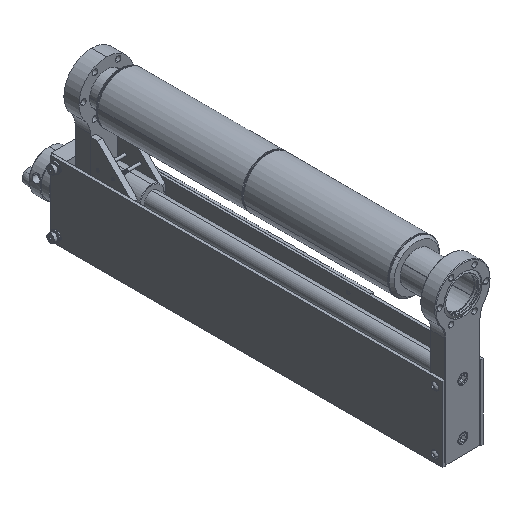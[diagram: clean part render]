
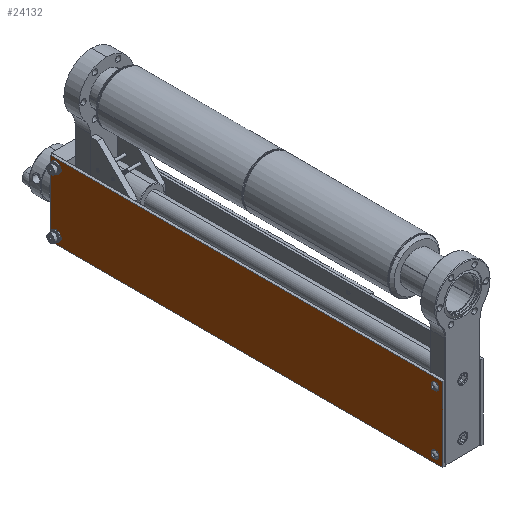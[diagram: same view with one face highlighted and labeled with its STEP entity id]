
A CAD part, isometric view. The second image highlights one B-rep face of the part: STEP entity #24132.
In plain terms, the highlighted planar face has unit normal (-1, 0, 0).
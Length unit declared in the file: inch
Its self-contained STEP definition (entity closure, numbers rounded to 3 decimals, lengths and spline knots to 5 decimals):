
#174 = CARTESIAN_POINT ( 'NONE',  ( -1., 0.375, -3.52343 ) ) ;
#231 = CARTESIAN_POINT ( 'NONE',  ( -1., 0.375, -3.72656 ) ) ;
#2450 = EDGE_LOOP ( 'NONE', ( #45043, #45049, #45047, #45045 ) ) ;
#2620 = EDGE_LOOP ( 'NONE', ( #45051, #45056, #45054, #45052 ) ) ;
#2725 = EDGE_LOOP ( 'NONE', ( #45038, #45036 ) ) ;
#2731 = EDGE_LOOP ( 'NONE', ( #45034, #45041 ) ) ;
#2748 = EDGE_LOOP ( 'NONE', ( #45027, #45032, #45030, #45028 ) ) ;
#2826 = AXIS2_PLACEMENT_3D ( 'NONE', #6019, #5947, #6256 ) ;
#5947 = DIRECTION ( 'NONE',  ( 1., 0., 0. ) ) ;
#6019 = CARTESIAN_POINT ( 'NONE',  ( -1., 19.486, -6.94 ) ) ;
#6035 = PLANE ( 'NONE',  #2826 ) ;
#6256 = DIRECTION ( 'NONE',  ( 0., 0., -1. ) ) ;
#9260 = VERTEX_POINT ( 'NONE', #19919 ) ;
#9517 = VERTEX_POINT ( 'NONE', #19713 ) ;
#9522 = VERTEX_POINT ( 'NONE', #19716 ) ;
#9528 = VERTEX_POINT ( 'NONE', #19727 ) ;
#9593 = CARTESIAN_POINT ( 'NONE',  ( -1., 19.486, -6.94 ) ) ;
#9658 = CARTESIAN_POINT ( 'NONE',  ( -1., 19.486, -3.25 ) ) ;
#9974 = VERTEX_POINT ( 'NONE', #231 ) ;
#10021 = CARTESIAN_POINT ( 'NONE',  ( -1., 0., -3.25 ) ) ;
#10027 = VERTEX_POINT ( 'NONE', #174 ) ;
#10641 = VERTEX_POINT ( 'NONE', #9593 ) ;
#10642 = VERTEX_POINT ( 'NONE', #9658 ) ;
#10754 = VERTEX_POINT ( 'NONE', #10021 ) ;
#10995 = LINE ( 'NONE', #26382, #33555 ) ;
#11434 = VERTEX_POINT ( 'NONE', #20143 ) ;
#11514 = VERTEX_POINT ( 'NONE', #20171 ) ;
#11537 = VERTEX_POINT ( 'NONE', #20184 ) ;
#11593 = VERTEX_POINT ( 'NONE', #20215 ) ;
#11624 = VERTEX_POINT ( 'NONE', #20232 ) ;
#11626 = VERTEX_POINT ( 'NONE', #20233 ) ;
#11645 = VERTEX_POINT ( 'NONE', #20249 ) ;
#19713 = CARTESIAN_POINT ( 'NONE',  ( -1., 19.211, -3.75 ) ) ;
#19716 = CARTESIAN_POINT ( 'NONE',  ( -1., 19.111, -6.69 ) ) ;
#19727 = CARTESIAN_POINT ( 'NONE',  ( -1., 19.211, -6.69 ) ) ;
#19919 = CARTESIAN_POINT ( 'NONE',  ( -1., 0., -6.94 ) ) ;
#20143 = CARTESIAN_POINT ( 'NONE',  ( -1., 0.375, -6.46343 ) ) ;
#20171 = CARTESIAN_POINT ( 'NONE',  ( -1., 0.375, -6.66656 ) ) ;
#20184 = CARTESIAN_POINT ( 'NONE',  ( -1., 19.111, -3.75 ) ) ;
#20215 = CARTESIAN_POINT ( 'NONE',  ( -1., 19.111, -6.44 ) ) ;
#20232 = CARTESIAN_POINT ( 'NONE',  ( -1., 19.111, -3.5 ) ) ;
#20233 = CARTESIAN_POINT ( 'NONE',  ( -1., 19.211, -3.5 ) ) ;
#20249 = CARTESIAN_POINT ( 'NONE',  ( -1., 19.211, -6.44 ) ) ;
#22757 = AXIS2_PLACEMENT_3D ( 'NONE', #26435, #26438, #26439 ) ;
#22758 = AXIS2_PLACEMENT_3D ( 'NONE', #26454, #26455, #26456 ) ;
#22759 = AXIS2_PLACEMENT_3D ( 'NONE', #26427, #26428, #26429 ) ;
#22760 = AXIS2_PLACEMENT_3D ( 'NONE', #26433, #26445, #26446 ) ;
#22761 = AXIS2_PLACEMENT_3D ( 'NONE', #26437, #26447, #26448 ) ;
#22762 = AXIS2_PLACEMENT_3D ( 'NONE', #26460, #26461, #26462 ) ;
#22763 = AXIS2_PLACEMENT_3D ( 'NONE', #26444, #26452, #26453 ) ;
#22764 = AXIS2_PLACEMENT_3D ( 'NONE', #26451, #26458, #26459 ) ;
#24132 = ADVANCED_FACE ( 'NONE', ( #27735, #27719, #27707, #27706, #27724 ), #6035, .F. ) ;
#26382 = CARTESIAN_POINT ( 'NONE',  ( -1., 0., -6.94 ) ) ;
#26385 = DIRECTION ( 'NONE',  ( 0., 0., -1. ) ) ;
#26421 = CARTESIAN_POINT ( 'NONE',  ( -1., 19.211, -3.75 ) ) ;
#26422 = DIRECTION ( 'NONE',  ( 0., 1., 0. ) ) ;
#26424 = CARTESIAN_POINT ( 'NONE',  ( -1., 19.486, -6.94 ) ) ;
#26425 = CARTESIAN_POINT ( 'NONE',  ( -1., 19.111, -6.44 ) ) ;
#26426 = DIRECTION ( 'NONE',  ( 0., -1., 0. ) ) ;
#26427 = CARTESIAN_POINT ( 'NONE',  ( -1., 19.211, -3.625 ) ) ;
#26428 = DIRECTION ( 'NONE',  ( 1., 0., 0. ) ) ;
#26429 = DIRECTION ( 'NONE',  ( 0., 0., -1. ) ) ;
#26433 = CARTESIAN_POINT ( 'NONE',  ( -1., 19.111, -3.625 ) ) ;
#26434 = DIRECTION ( 'NONE',  ( 0., 0., 1. ) ) ;
#26435 = CARTESIAN_POINT ( 'NONE',  ( -1., 19.111, -6.565 ) ) ;
#26437 = CARTESIAN_POINT ( 'NONE',  ( -1., 19.211, -6.565 ) ) ;
#26438 = DIRECTION ( 'NONE',  ( 1., 0., 0. ) ) ;
#26439 = DIRECTION ( 'NONE',  ( 0., 0., -1. ) ) ;
#26440 = CARTESIAN_POINT ( 'NONE',  ( -1., 0., -6.94 ) ) ;
#26441 = DIRECTION ( 'NONE',  ( 0., 1., 0. ) ) ;
#26442 = CARTESIAN_POINT ( 'NONE',  ( -1., 19.211, -3.5 ) ) ;
#26443 = DIRECTION ( 'NONE',  ( 0., -1., 0. ) ) ;
#26444 = CARTESIAN_POINT ( 'NONE',  ( -1., 0.375, -6.565 ) ) ;
#26445 = DIRECTION ( 'NONE',  ( 1., 0., 0. ) ) ;
#26446 = DIRECTION ( 'NONE',  ( 0., 0., -1. ) ) ;
#26447 = DIRECTION ( 'NONE',  ( 1., 0., 0. ) ) ;
#26448 = DIRECTION ( 'NONE',  ( 0., 0., -1. ) ) ;
#26449 = CARTESIAN_POINT ( 'NONE',  ( -1., 19.111, -6.69 ) ) ;
#26450 = DIRECTION ( 'NONE',  ( 0., 1., 0. ) ) ;
#26451 = CARTESIAN_POINT ( 'NONE',  ( -1., 0.375, -3.625 ) ) ;
#26452 = DIRECTION ( 'NONE',  ( 1., 0., 0. ) ) ;
#26453 = DIRECTION ( 'NONE',  ( 0., 0., -1. ) ) ;
#26454 = CARTESIAN_POINT ( 'NONE',  ( -1., 0.375, -6.565 ) ) ;
#26455 = DIRECTION ( 'NONE',  ( 1., 0., 0. ) ) ;
#26456 = DIRECTION ( 'NONE',  ( 0., 0., -1. ) ) ;
#26457 = CARTESIAN_POINT ( 'NONE',  ( -1., 0., -3.25 ) ) ;
#26458 = DIRECTION ( 'NONE',  ( 1., 0., 0. ) ) ;
#26459 = DIRECTION ( 'NONE',  ( 0., 0., -1. ) ) ;
#26460 = CARTESIAN_POINT ( 'NONE',  ( -1., 0.375, -3.625 ) ) ;
#26461 = DIRECTION ( 'NONE',  ( 1., 0., 0. ) ) ;
#26462 = DIRECTION ( 'NONE',  ( 0., 0., -1. ) ) ;
#26467 = DIRECTION ( 'NONE',  ( 0., -1., 0. ) ) ;
#27706 = FACE_BOUND ( 'NONE', #2725, .T. ) ;
#27707 = FACE_BOUND ( 'NONE', #2731, .T. ) ;
#27719 = FACE_BOUND ( 'NONE', #2450, .T. ) ;
#27724 = FACE_OUTER_BOUND ( 'NONE', #2748, .T. ) ;
#27735 = FACE_BOUND ( 'NONE', #2620, .T. ) ;
#33555 = VECTOR ( 'NONE', #26385, 39.37008 ) ;
#33820 = VECTOR ( 'NONE', #26422, 39.37008 ) ;
#33825 = LINE ( 'NONE', #26421, #33820 ) ;
#33867 = LINE ( 'NONE', #26425, #33872 ) ;
#33869 = VECTOR ( 'NONE', #26441, 39.37008 ) ;
#33872 = VECTOR ( 'NONE', #26426, 39.37008 ) ;
#33877 = LINE ( 'NONE', #26424, #33879 ) ;
#33879 = VECTOR ( 'NONE', #26434, 39.37008 ) ;
#33881 = CIRCLE ( 'NONE', #22759, 0.125 ) ;
#33886 = LINE ( 'NONE', #26449, #34368 ) ;
#33890 = LINE ( 'NONE', #26440, #33869 ) ;
#34347 = VECTOR ( 'NONE', #26467, 39.37008 ) ;
#34350 = CIRCLE ( 'NONE', #22762, 0.10156 ) ;
#34351 = LINE ( 'NONE', #26457, #34347 ) ;
#34353 = CIRCLE ( 'NONE', #22764, 0.10156 ) ;
#34355 = CIRCLE ( 'NONE', #22758, 0.10156 ) ;
#34358 = CIRCLE ( 'NONE', #22763, 0.10156 ) ;
#34363 = CIRCLE ( 'NONE', #22761, 0.125 ) ;
#34366 = CIRCLE ( 'NONE', #22760, 0.125 ) ;
#34368 = VECTOR ( 'NONE', #26450, 39.37008 ) ;
#34372 = VECTOR ( 'NONE', #26443, 39.37008 ) ;
#34374 = LINE ( 'NONE', #26442, #34372 ) ;
#34376 = CIRCLE ( 'NONE', #22757, 0.125 ) ;
#45027 = ORIENTED_EDGE ( 'NONE', *, *, #47758, .F. ) ;
#45028 = ORIENTED_EDGE ( 'NONE', *, *, #47755, .F. ) ;
#45030 = ORIENTED_EDGE ( 'NONE', *, *, #47768, .F. ) ;
#45032 = ORIENTED_EDGE ( 'NONE', *, *, #47735, .F. ) ;
#45034 = ORIENTED_EDGE ( 'NONE', *, *, #47764, .T. ) ;
#45036 = ORIENTED_EDGE ( 'NONE', *, *, #47766, .T. ) ;
#45038 = ORIENTED_EDGE ( 'NONE', *, *, #47765, .T. ) ;
#45041 = ORIENTED_EDGE ( 'NONE', *, *, #47763, .T. ) ;
#45043 = ORIENTED_EDGE ( 'NONE', *, *, #47752, .T. ) ;
#45045 = ORIENTED_EDGE ( 'NONE', *, *, #47761, .T. ) ;
#45047 = ORIENTED_EDGE ( 'NONE', *, *, #47762, .T. ) ;
#45049 = ORIENTED_EDGE ( 'NONE', *, *, #47757, .T. ) ;
#45051 = ORIENTED_EDGE ( 'NONE', *, *, #47750, .T. ) ;
#45052 = ORIENTED_EDGE ( 'NONE', *, *, #47760, .T. ) ;
#45054 = ORIENTED_EDGE ( 'NONE', *, *, #47759, .T. ) ;
#45056 = ORIENTED_EDGE ( 'NONE', *, *, #47753, .T. ) ;
#47735 = EDGE_CURVE ( 'NONE', #10754, #9260, #10995, .T. ) ;
#47750 = EDGE_CURVE ( 'NONE', #11537, #9517, #33825, .T. ) ;
#47752 = EDGE_CURVE ( 'NONE', #11645, #11593, #33867, .T. ) ;
#47753 = EDGE_CURVE ( 'NONE', #9517, #11626, #33881, .T. ) ;
#47755 = EDGE_CURVE ( 'NONE', #10641, #10642, #33877, .T. ) ;
#47757 = EDGE_CURVE ( 'NONE', #11593, #9522, #34376, .T. ) ;
#47758 = EDGE_CURVE ( 'NONE', #9260, #10641, #33890, .T. ) ;
#47759 = EDGE_CURVE ( 'NONE', #11626, #11624, #34374, .T. ) ;
#47760 = EDGE_CURVE ( 'NONE', #11624, #11537, #34366, .T. ) ;
#47761 = EDGE_CURVE ( 'NONE', #9528, #11645, #34363, .T. ) ;
#47762 = EDGE_CURVE ( 'NONE', #9522, #9528, #33886, .T. ) ;
#47763 = EDGE_CURVE ( 'NONE', #11434, #11514, #34358, .T. ) ;
#47764 = EDGE_CURVE ( 'NONE', #11514, #11434, #34355, .T. ) ;
#47765 = EDGE_CURVE ( 'NONE', #9974, #10027, #34353, .T. ) ;
#47766 = EDGE_CURVE ( 'NONE', #10027, #9974, #34350, .T. ) ;
#47768 = EDGE_CURVE ( 'NONE', #10642, #10754, #34351, .T. ) ;
